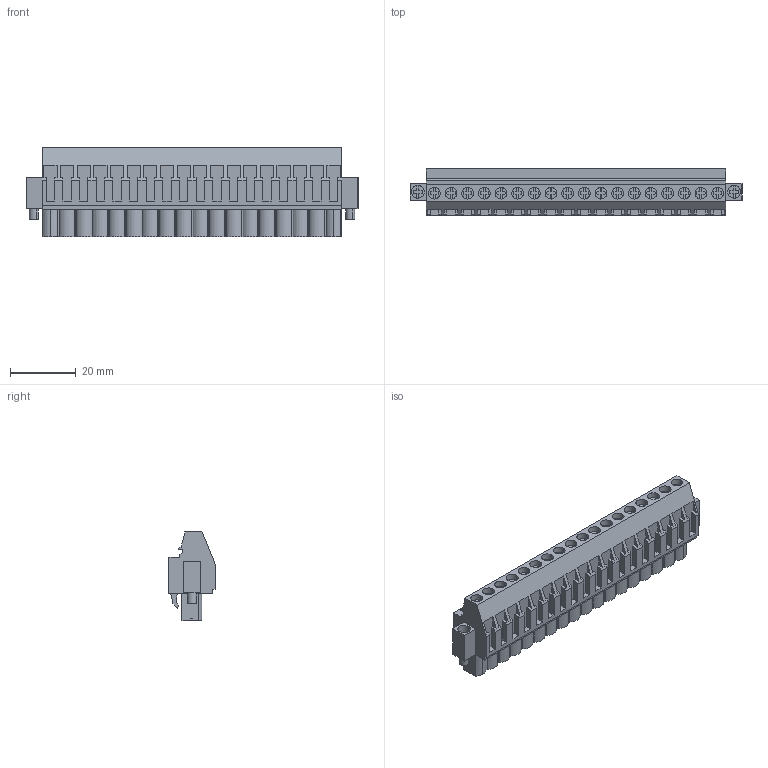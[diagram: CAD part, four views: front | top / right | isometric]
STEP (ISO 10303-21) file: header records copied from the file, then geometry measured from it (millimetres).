
FILE_DESCRIPTION(('CATIA V5 STEP','CAx-IF Rec.Pracs.--- Model Styling and Organization---1.2---2011-12-15'),'2;1');
FILE_NAME ('7246771_2_1949960000_1949960000.stp','2017-09-09T10:59:20+00:00',('none'),('Weidmueller'),'CATIA Version 5-6 Release 2014','CATIA V5 STEP AP214','none');
FILE_SCHEMA(('AUTOMOTIVE_DESIGN { 1 0 10303 214 1 1 1 1 }'));
Length unit declared in the file: millimetre
Products named in the file (1): 1949960000
Bounding box: 101.24 x 14.1 x 27.2 mm (x, y, z)
Volume: 21239.4 mm3; surface area: 12652 mm2
Topology: 21 solids, 21 shells, 1228 faces, 3385 edges, 2280 vertices
Faces by surface type: plane 1044, cylinder 180, extrusion 4
Entity records: 36787 total; most frequent: CARTESIAN_POINT 7104, ORIENTED_EDGE 6770, DIRECTION 4955, EDGE_CURVE 3385, VECTOR 2941, LINE 2937, VERTEX_POINT 2280, EDGE_LOOP 1313
